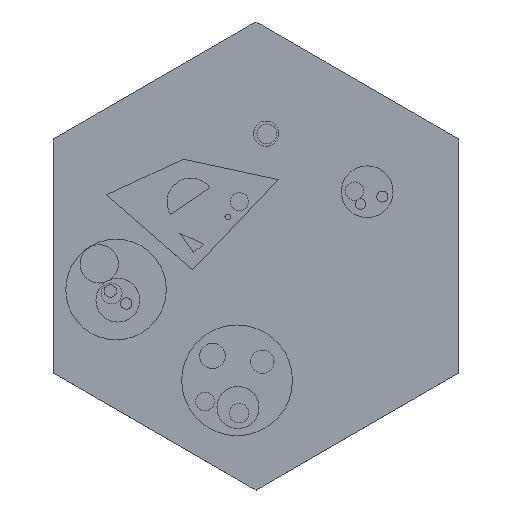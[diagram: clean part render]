
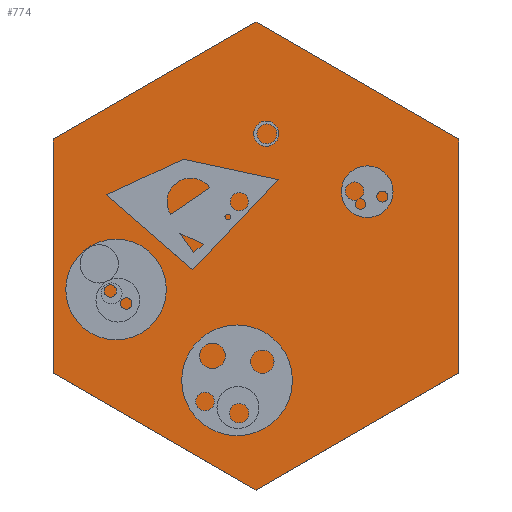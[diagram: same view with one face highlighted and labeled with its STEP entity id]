
A CAD part, top view. The second image highlights one B-rep face of the part: STEP entity #774.
In plain terms, the highlighted planar face has unit normal (0, 0, 1).
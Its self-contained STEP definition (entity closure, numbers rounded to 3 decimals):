
#774=ADVANCED_FACE('',(#869),#871,.T.);
#869=FACE_BOUND('',#870,.T.);
#870=EDGE_LOOP('',(#1376,#1377,#1378,#1379,#1380,#1381));
#871=PLANE('',#872);
#872=AXIS2_PLACEMENT_3D('',#873,#874,#875);
#873=CARTESIAN_POINT('',(0.,0.,100.));
#874=DIRECTION('',(0.,0.,1.));
#875=DIRECTION('',(1.,0.,0.));
#1376=ORIENTED_EDGE('',*,*,#1544,.T.);
#1377=ORIENTED_EDGE('',*,*,#1548,.T.);
#1378=ORIENTED_EDGE('',*,*,#1551,.T.);
#1379=ORIENTED_EDGE('',*,*,#1554,.T.);
#1380=ORIENTED_EDGE('',*,*,#1557,.T.);
#1381=ORIENTED_EDGE('',*,*,#1559,.T.);
#1544=EDGE_CURVE('',#1642,#1640,#1643,.T.);
#1548=EDGE_CURVE('',#1640,#1647,#1649,.T.);
#1551=EDGE_CURVE('',#1647,#1652,#1654,.T.);
#1554=EDGE_CURVE('',#1652,#1657,#1659,.T.);
#1557=EDGE_CURVE('',#1657,#1662,#1664,.T.);
#1559=EDGE_CURVE('',#1662,#1642,#1666,.T.);
#1640=VERTEX_POINT('',#1815);
#1642=VERTEX_POINT('',#1819);
#1643=LINE('',#1820,#1821);
#1647=VERTEX_POINT('',#1830);
#1649=LINE('',#1834,#1835);
#1652=VERTEX_POINT('',#1841);
#1654=LINE('',#1845,#1846);
#1657=VERTEX_POINT('',#1852);
#1659=LINE('',#1856,#1857);
#1662=VERTEX_POINT('',#1863);
#1664=LINE('',#1867,#1868);
#1666=LINE('',#1873,#1874);
#1815=CARTESIAN_POINT('',(-430.,-744.782,100.));
#1819=CARTESIAN_POINT('',(0.,0.,100.));
#1820=CARTESIAN_POINT('',(0.,0.,100.));
#1821=VECTOR('',#1822,1.);
#1822=DIRECTION('',(-0.5,-0.866,0.));
#1830=CARTESIAN_POINT('',(0.,-1489.564,100.));
#1834=CARTESIAN_POINT('',(-430.,-744.782,100.));
#1835=VECTOR('',#1836,1.);
#1836=DIRECTION('',(0.5,-0.866,0.));
#1841=CARTESIAN_POINT('',(860.,-1489.564,100.));
#1845=CARTESIAN_POINT('',(0.,-1489.564,100.));
#1846=VECTOR('',#1847,1.);
#1847=DIRECTION('',(1.,0.,0.));
#1852=CARTESIAN_POINT('',(1290.,-744.782,100.));
#1856=CARTESIAN_POINT('',(860.,-1489.564,100.));
#1857=VECTOR('',#1858,1.);
#1858=DIRECTION('',(0.5,0.866,0.));
#1863=CARTESIAN_POINT('',(860.,0.,100.));
#1867=CARTESIAN_POINT('',(1290.,-744.782,100.));
#1868=VECTOR('',#1869,1.);
#1869=DIRECTION('',(-0.5,0.866,0.));
#1873=CARTESIAN_POINT('',(860.,0.,100.));
#1874=VECTOR('',#1875,1.);
#1875=DIRECTION('',(-1.,0.,0.));
